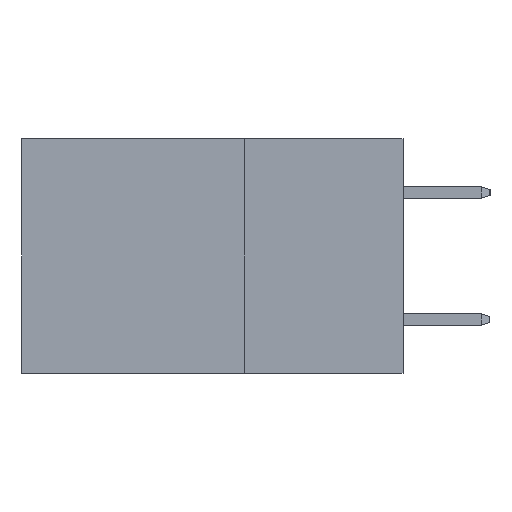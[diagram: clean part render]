
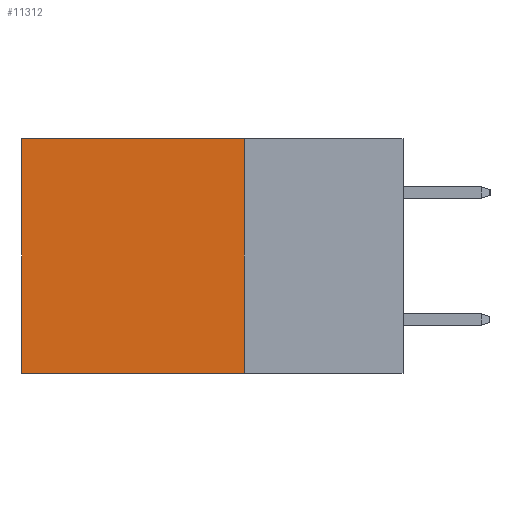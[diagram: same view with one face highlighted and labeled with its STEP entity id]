
A CAD part, left-side view. The second image highlights one B-rep face of the part: STEP entity #11312.
In plain terms, the highlighted planar face has unit normal (-1, 0, 0).
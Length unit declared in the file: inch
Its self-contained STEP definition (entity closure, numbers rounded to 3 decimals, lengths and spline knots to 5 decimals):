
#1431 = ORIENTED_EDGE ( 'NONE', *, *, #32352, .T. ) ;
#1683 = CARTESIAN_POINT ( 'NONE',  ( 0.2875, 0.6, 0. ) ) ;
#2322 = VERTEX_POINT ( 'NONE', #36770 ) ;
#3703 = ORIENTED_EDGE ( 'NONE', *, *, #10190, .F. ) ;
#5093 = DIRECTION ( 'NONE',  ( 0., 1., 0. ) ) ;
#5179 = LINE ( 'NONE', #1683, #35958 ) ;
#5811 = VECTOR ( 'NONE', #33972, 39.37008 ) ;
#10190 = EDGE_CURVE ( 'NONE', #24954, #28618, #33826, .T. ) ;
#10210 = EDGE_LOOP ( 'NONE', ( #16315, #30826, #3703, #1431 ) ) ;
#10742 = EDGE_CURVE ( 'NONE', #28618, #27514, #12323, .T. ) ;
#11312 = ADVANCED_FACE ( 'NONE', ( #25536 ), #14120, .F. ) ;
#12323 = LINE ( 'NONE', #23883, #12728 ) ;
#12728 = VECTOR ( 'NONE', #5093, 39.37008 ) ;
#14120 = PLANE ( 'NONE',  #44678 ) ;
#16315 = ORIENTED_EDGE ( 'NONE', *, *, #39532, .T. ) ;
#17926 = VECTOR ( 'NONE', #19840, 39.37008 ) ;
#19462 = CARTESIAN_POINT ( 'NONE',  ( 0.2875, 0.25, 0. ) ) ;
#19840 = DIRECTION ( 'NONE',  ( 0., 0., -1. ) ) ;
#21355 = DIRECTION ( 'NONE',  ( 0., 0., -1. ) ) ;
#23883 = CARTESIAN_POINT ( 'NONE',  ( 0.2875, 0.25, -0.37 ) ) ;
#24153 = LINE ( 'NONE', #30693, #5811 ) ;
#24849 = CARTESIAN_POINT ( 'NONE',  ( 0.2875, 0.25, 0. ) ) ;
#24954 = VERTEX_POINT ( 'NONE', #19462 ) ;
#25536 = FACE_OUTER_BOUND ( 'NONE', #10210, .T. ) ;
#27514 = VERTEX_POINT ( 'NONE', #38657 ) ;
#28618 = VERTEX_POINT ( 'NONE', #31758 ) ;
#30693 = CARTESIAN_POINT ( 'NONE',  ( 0.2875, 0.25, 0. ) ) ;
#30826 = ORIENTED_EDGE ( 'NONE', *, *, #10742, .F. ) ;
#31758 = CARTESIAN_POINT ( 'NONE',  ( 0.2875, 0.25, -0.37 ) ) ;
#32352 = EDGE_CURVE ( 'NONE', #24954, #2322, #24153, .T. ) ;
#33826 = LINE ( 'NONE', #37772, #17926 ) ;
#33972 = DIRECTION ( 'NONE',  ( 0., 1., 0. ) ) ;
#35958 = VECTOR ( 'NONE', #44356, 39.37008 ) ;
#36770 = CARTESIAN_POINT ( 'NONE',  ( 0.2875, 0.6, 0. ) ) ;
#37772 = CARTESIAN_POINT ( 'NONE',  ( 0.2875, 0.25, 0. ) ) ;
#38657 = CARTESIAN_POINT ( 'NONE',  ( 0.2875, 0.6, -0.37 ) ) ;
#39064 = DIRECTION ( 'NONE',  ( 1., 0., 0. ) ) ;
#39532 = EDGE_CURVE ( 'NONE', #2322, #27514, #5179, .T. ) ;
#44356 = DIRECTION ( 'NONE',  ( 0., 0., -1. ) ) ;
#44678 = AXIS2_PLACEMENT_3D ( 'NONE', #24849, #39064, #21355 ) ;
